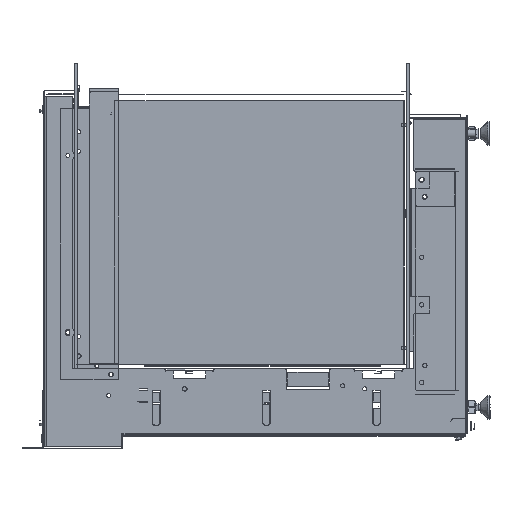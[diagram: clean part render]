
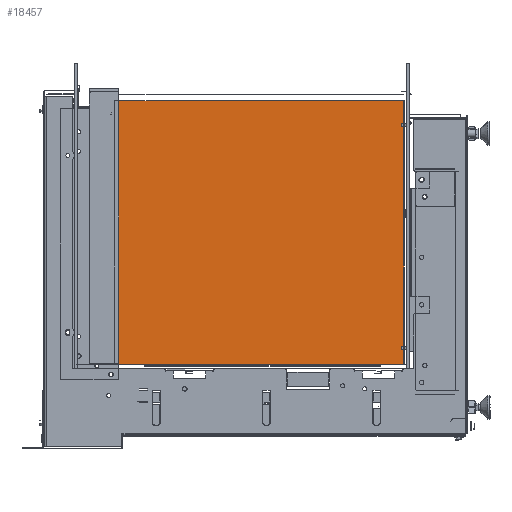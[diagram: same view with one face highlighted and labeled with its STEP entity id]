
A CAD part, left-side view. The second image highlights one B-rep face of the part: STEP entity #18457.
In plain terms, the highlighted planar face has unit normal (-1, 0, 0).
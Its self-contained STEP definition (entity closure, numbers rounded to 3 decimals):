
#570 = ORIENTED_EDGE ( 'NONE', *, *, #39050, .T. ) ;
#591 = DIRECTION ( 'NONE',  ( 0., -1., 0. ) ) ;
#810 = ORIENTED_EDGE ( 'NONE', *, *, #20267, .T. ) ;
#934 = AXIS2_PLACEMENT_3D ( 'NONE', #22911, #38930, #16621 ) ;
#2694 = VECTOR ( 'NONE', #29800, 1000. ) ;
#5669 = LINE ( 'NONE', #18028, #2694 ) ;
#5800 = CARTESIAN_POINT ( 'NONE',  ( -505.144, 1270.211, 1672.17 ) ) ;
#9244 = CARTESIAN_POINT ( 'NONE',  ( -505.144, 1638.211, 1672.17 ) ) ;
#11514 = ORIENTED_EDGE ( 'NONE', *, *, #26918, .T. ) ;
#15955 = EDGE_LOOP ( 'NONE', ( #11514, #24259, #810, #570 ) ) ;
#16621 = DIRECTION ( 'NONE',  ( 0., 0., -1. ) ) ;
#18028 = CARTESIAN_POINT ( 'NONE',  ( -505.144, 1638.211, 1665.17 ) ) ;
#18457 = ADVANCED_FACE ( 'NONE', ( #32846 ), #29801, .F. ) ;
#18604 = VERTEX_POINT ( 'NONE', #21274 ) ;
#20267 = EDGE_CURVE ( 'NONE', #18604, #33291, #25523, .T. ) ;
#21274 = CARTESIAN_POINT ( 'NONE',  ( -505.144, 1270.211, 2008.17 ) ) ;
#22061 = CARTESIAN_POINT ( 'NONE',  ( -505.144, 1639.211, 1672.17 ) ) ;
#22911 = CARTESIAN_POINT ( 'NONE',  ( -505.144, 1639.211, 1665.17 ) ) ;
#23590 = EDGE_CURVE ( 'NONE', #35421, #18604, #33656, .T. ) ;
#24259 = ORIENTED_EDGE ( 'NONE', *, *, #23590, .T. ) ;
#24726 = VECTOR ( 'NONE', #37905, 1000. ) ;
#25523 = LINE ( 'NONE', #32426, #24726 ) ;
#25733 = VECTOR ( 'NONE', #33860, 1000. ) ;
#26918 = EDGE_CURVE ( 'NONE', #36451, #35421, #36067, .T. ) ;
#29800 = DIRECTION ( 'NONE',  ( 0., 0., -1. ) ) ;
#29801 = PLANE ( 'NONE',  #934 ) ;
#31437 = VECTOR ( 'NONE', #591, 1000. ) ;
#32289 = CARTESIAN_POINT ( 'NONE',  ( -505.144, 1638.211, 2008.17 ) ) ;
#32426 = CARTESIAN_POINT ( 'NONE',  ( -505.144, 1639.211, 2008.17 ) ) ;
#32846 = FACE_OUTER_BOUND ( 'NONE', #15955, .T. ) ;
#33291 = VERTEX_POINT ( 'NONE', #32289 ) ;
#33656 = LINE ( 'NONE', #39523, #25733 ) ;
#33860 = DIRECTION ( 'NONE',  ( 0., 0., 1. ) ) ;
#35421 = VERTEX_POINT ( 'NONE', #5800 ) ;
#36067 = LINE ( 'NONE', #22061, #31437 ) ;
#36451 = VERTEX_POINT ( 'NONE', #9244 ) ;
#37905 = DIRECTION ( 'NONE',  ( 0., 1., 0. ) ) ;
#38930 = DIRECTION ( 'NONE',  ( 1., 0., 0. ) ) ;
#39050 = EDGE_CURVE ( 'NONE', #33291, #36451, #5669, .T. ) ;
#39523 = CARTESIAN_POINT ( 'NONE',  ( -505.144, 1270.211, 1665.17 ) ) ;
